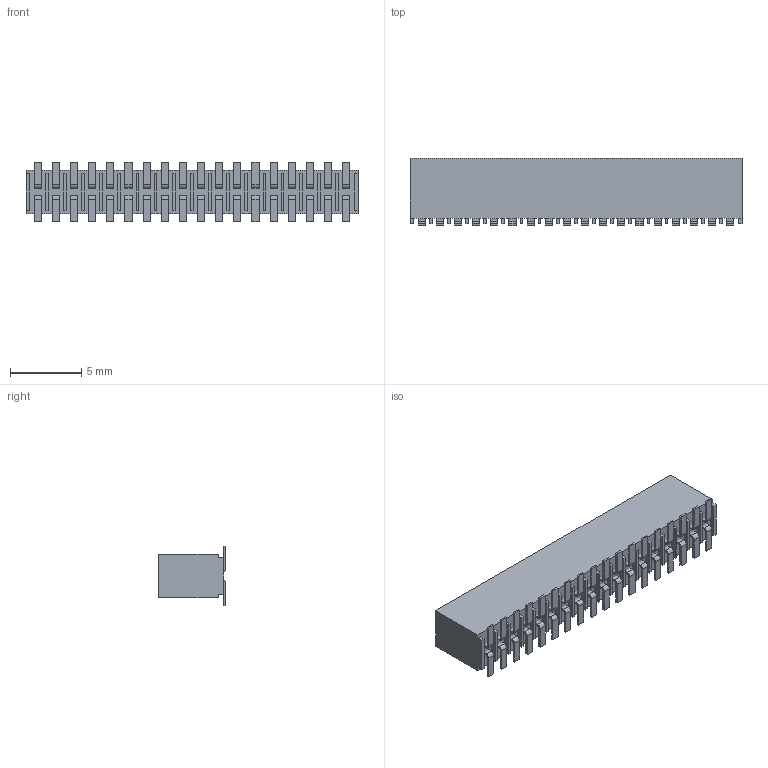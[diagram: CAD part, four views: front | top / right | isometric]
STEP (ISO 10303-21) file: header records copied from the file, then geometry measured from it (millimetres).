
FILE_DESCRIPTION(/* description */ ('STEP AP214'),/* implementation_level */ '2;1');
FILE_NAME(/* name */ 'SFMC-118-02-L-D',/* time_stamp */ '2023-06-28T18:48:21+02:00',/* author */ ('License CC BY-ND 4.0'),/* organization */ ('CADENAS'),/* preprocessor_version */ 'ST-DEVELOPER v19.3',/* originating_system */ 'PARTsolutions',/* authorisation */ ' ');
FILE_SCHEMA (('AUTOMOTIVE_DESIGN {1 0 10303 214 3 1 1}'));
Length unit declared in the file: inch
Products named in the file (3): SFMC-118-02-L-D; C-18-02_spins; SFMC-118-02_socket
Assembly tree (2 placements, depth 2):
  SFMC-118-02-L-D
    C-18-02_spins
    SFMC-118-02_socket
Bounding box: 23.24 x 4.7 x 4.19 mm (x, y, z)
Volume: 280.8 mm3; surface area: 818.1 mm2
Topology: 2 solids, 2 shells, 753 faces, 1836 edges, 1176 vertices
Faces by surface type: plane 681, cylinder 72
Entity records: 21640 total; most frequent: CARTESIAN_POINT 3768, ORIENTED_EDGE 3672, DIRECTION 3492, EDGE_CURVE 1836, LINE 1692, VECTOR 1692, VERTEX_POINT 1176, AXIS2_PLACEMENT_3D 900
